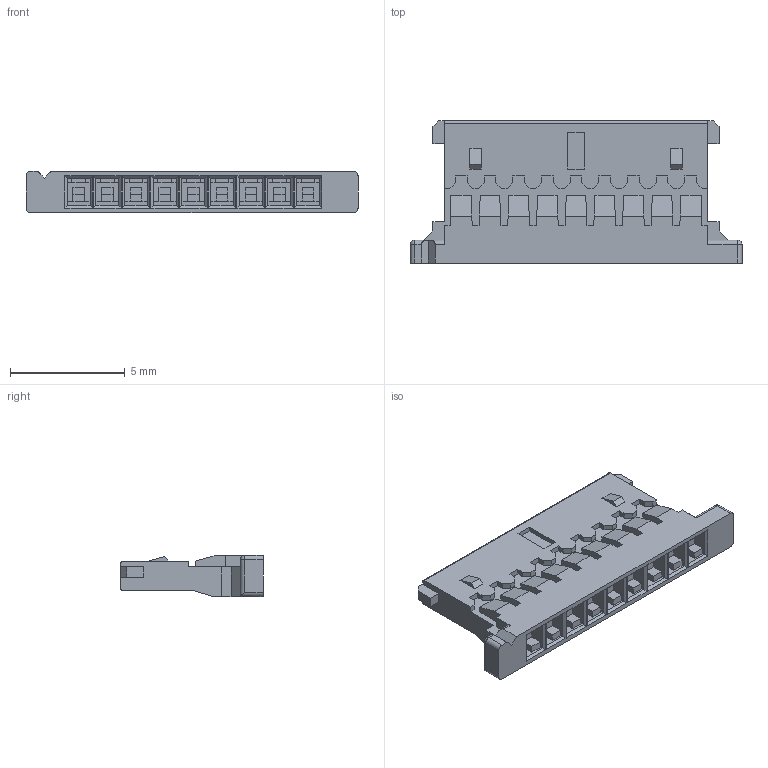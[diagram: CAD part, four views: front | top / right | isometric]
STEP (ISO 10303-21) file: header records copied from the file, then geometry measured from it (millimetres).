
FILE_DESCRIPTION(('FreeCAD Model'),'2;1');
FILE_NAME('SOLID007.step','2016-05-20T05:38:16',( 'Author'),(''),'Open CASCADE STEP processor 6.8','FreeCAD','Unknown' );
FILE_SCHEMA(('AUTOMOTIVE_DESIGN_CC2 { 1 2 10303 214 -1 1 5 4 }'));
Length unit declared in the file: millimetre
Products named in the file (2): ASSEMBLY; SOLID007
Assembly tree (1 placements, depth 2):
  ASSEMBLY
    SOLID007
Bounding box: 14.47 x 6.2 x 1.8 mm (x, y, z)
Volume: 102.4 mm3; surface area: 282.8 mm2
Topology: 1 solids, 1 shells, 486 faces, 1273 edges, 810 vertices
Faces by surface type: plane 473, cylinder 11, sphere 2
Entity records: 32297 total; most frequent: CARTESIAN_POINT 6453, DIRECTION 4755, LINE 3737, VECTOR 3737, ORIENTED_EDGE 2546, PCURVE 2546, DEFINITIONAL_REPRESENTATION 2546, EDGE_CURVE 1273
